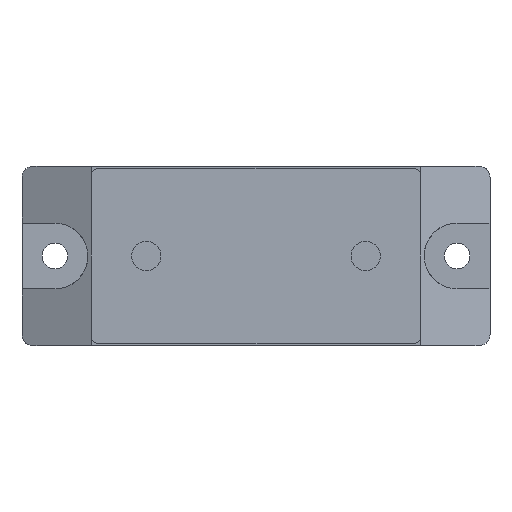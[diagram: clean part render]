
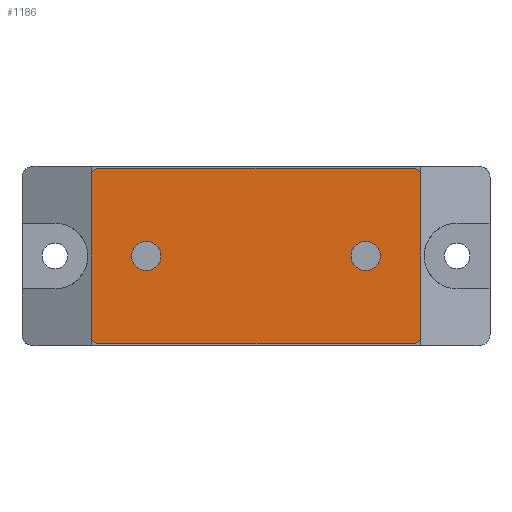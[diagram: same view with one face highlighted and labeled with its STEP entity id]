
A CAD part, left-side view. The second image highlights one B-rep face of the part: STEP entity #1186.
In plain terms, the highlighted planar face has unit normal (-1, 0, 0).
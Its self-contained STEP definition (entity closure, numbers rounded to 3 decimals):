
#1004 = EDGE_CURVE ( 'NONE', #1184, #1182, #1620, .T. ) ;
#1005 = ORIENTED_EDGE ( 'NONE', *, *, #1006, .F. ) ;
#1006 = EDGE_CURVE ( 'NONE', #1007, #1184, #1616, .T. ) ;
#1007 = VERTEX_POINT ( 'NONE', #1611 ) ;
#1008 = ORIENTED_EDGE ( 'NONE', *, *, #1009, .F. ) ;
#1009 = EDGE_CURVE ( 'NONE', #1190, #1007, #1610, .T. ) ;
#1010 = EDGE_LOOP ( 'NONE', ( #1011, #1013 ) ) ;
#1011 = ORIENTED_EDGE ( 'NONE', *, *, #1012, .T. ) ;
#1012 = EDGE_CURVE ( 'NONE', #1195, #1194, #1575, .T. ) ;
#1013 = ORIENTED_EDGE ( 'NONE', *, *, #1027, .T. ) ;
#1014 = EDGE_LOOP ( 'NONE', ( #1015, #1033 ) ) ;
#1015 = ORIENTED_EDGE ( 'NONE', *, *, #1016, .T. ) ;
#1016 = EDGE_CURVE ( 'NONE', #1053, #1052, #1570, .T. ) ;
#1027 = EDGE_CURVE ( 'NONE', #1194, #1195, #1704, .T. ) ;
#1033 = ORIENTED_EDGE ( 'NONE', *, *, #1051, .T. ) ;
#1046 = EDGE_LOOP ( 'NONE', ( #1187, #1191, #1174, #1177, #1180, #1183, #1005, #1008 ) ) ;
#1051 = EDGE_CURVE ( 'NONE', #1052, #1053, #1606, .T. ) ;
#1052 = VERTEX_POINT ( 'NONE', #1597 ) ;
#1053 = VERTEX_POINT ( 'NONE', #1596 ) ;
#1174 = ORIENTED_EDGE ( 'NONE', *, *, #1175, .F. ) ;
#1175 = EDGE_CURVE ( 'NONE', #1176, #1193, #1996, .T. ) ;
#1176 = VERTEX_POINT ( 'NONE', #1991 ) ;
#1177 = ORIENTED_EDGE ( 'NONE', *, *, #1178, .F. ) ;
#1178 = EDGE_CURVE ( 'NONE', #1179, #1176, #1990, .T. ) ;
#1179 = VERTEX_POINT ( 'NONE', #1878 ) ;
#1180 = ORIENTED_EDGE ( 'NONE', *, *, #1181, .F. ) ;
#1181 = EDGE_CURVE ( 'NONE', #1182, #1179, #1877, .T. ) ;
#1182 = VERTEX_POINT ( 'NONE', #1872 ) ;
#1183 = ORIENTED_EDGE ( 'NONE', *, *, #1004, .F. ) ;
#1184 = VERTEX_POINT ( 'NONE', #1871 ) ;
#1186 = ADVANCED_FACE ( 'NONE', ( #1866, #1865, #1864 ), #1863, .T. ) ;
#1187 = ORIENTED_EDGE ( 'NONE', *, *, #1188, .F. ) ;
#1188 = EDGE_CURVE ( 'NONE', #1189, #1190, #1858, .T. ) ;
#1189 = VERTEX_POINT ( 'NONE', #1853 ) ;
#1190 = VERTEX_POINT ( 'NONE', #1852 ) ;
#1191 = ORIENTED_EDGE ( 'NONE', *, *, #1192, .F. ) ;
#1192 = EDGE_CURVE ( 'NONE', #1193, #1189, #1851, .T. ) ;
#1193 = VERTEX_POINT ( 'NONE', #2041 ) ;
#1194 = VERTEX_POINT ( 'NONE', #2040 ) ;
#1195 = VERTEX_POINT ( 'NONE', #2039 ) ;
#1545 = CARTESIAN_POINT ( 'NONE',  ( 0., -15., 0. ) ) ;
#1566 = DIRECTION ( 'NONE',  ( 0., 0., -1. ) ) ;
#1567 = DIRECTION ( 'NONE',  ( 1., 0., 0. ) ) ;
#1568 = CARTESIAN_POINT ( 'NONE',  ( 0., 15., 0. ) ) ;
#1569 = AXIS2_PLACEMENT_3D ( 'NONE', #1568, #1567, #1566 ) ;
#1570 = CIRCLE ( 'NONE', #1569, 2. ) ;
#1571 = DIRECTION ( 'NONE',  ( 0., 0., -1. ) ) ;
#1572 = DIRECTION ( 'NONE',  ( 1., 0., 0. ) ) ;
#1573 = CARTESIAN_POINT ( 'NONE',  ( 0., -15., 0. ) ) ;
#1574 = AXIS2_PLACEMENT_3D ( 'NONE', #1573, #1572, #1571 ) ;
#1575 = CIRCLE ( 'NONE', #1574, 2. ) ;
#1596 = CARTESIAN_POINT ( 'NONE',  ( 0., 15., -2. ) ) ;
#1597 = CARTESIAN_POINT ( 'NONE',  ( 0., 15., 2. ) ) ;
#1598 = DIRECTION ( 'NONE',  ( 0., 0., -1. ) ) ;
#1599 = DIRECTION ( 'NONE',  ( 1., 0., 0. ) ) ;
#1600 = CARTESIAN_POINT ( 'NONE',  ( 0., 15., 0. ) ) ;
#1601 = AXIS2_PLACEMENT_3D ( 'NONE', #1600, #1599, #1598 ) ;
#1606 = CIRCLE ( 'NONE', #1601, 2. ) ;
#1607 = DIRECTION ( 'NONE',  ( 0., -1., 0. ) ) ;
#1608 = VECTOR ( 'NONE', #1607, 1000. ) ;
#1609 = CARTESIAN_POINT ( 'NONE',  ( 0., 21.5, 12. ) ) ;
#1610 = LINE ( 'NONE', #1609, #1608 ) ;
#1611 = CARTESIAN_POINT ( 'NONE',  ( 0., -21.5, 12. ) ) ;
#1612 = DIRECTION ( 'NONE',  ( 0., 0., 1. ) ) ;
#1613 = DIRECTION ( 'NONE',  ( 1., 0., 0. ) ) ;
#1614 = CARTESIAN_POINT ( 'NONE',  ( 0., -21.5, 11. ) ) ;
#1615 = AXIS2_PLACEMENT_3D ( 'NONE', #1614, #1613, #1612 ) ;
#1616 = CIRCLE ( 'NONE', #1615, 1. ) ;
#1617 = DIRECTION ( 'NONE',  ( 0., 0., -1. ) ) ;
#1618 = VECTOR ( 'NONE', #1617, 1000. ) ;
#1619 = CARTESIAN_POINT ( 'NONE',  ( 0., -22.5, 11. ) ) ;
#1620 = LINE ( 'NONE', #1619, #1618 ) ;
#1701 = DIRECTION ( 'NONE',  ( 0., 0., -1. ) ) ;
#1702 = DIRECTION ( 'NONE',  ( 1., 0., 0. ) ) ;
#1703 = AXIS2_PLACEMENT_3D ( 'NONE', #1545, #1702, #1701 ) ;
#1704 = CIRCLE ( 'NONE', #1703, 2. ) ;
#1848 = DIRECTION ( 'NONE',  ( 0., 0., 1. ) ) ;
#1849 = VECTOR ( 'NONE', #1848, 1000. ) ;
#1850 = CARTESIAN_POINT ( 'NONE',  ( 0., 22.5, 11. ) ) ;
#1851 = LINE ( 'NONE', #1850, #1849 ) ;
#1852 = CARTESIAN_POINT ( 'NONE',  ( 0., 21.5, 12. ) ) ;
#1853 = CARTESIAN_POINT ( 'NONE',  ( 0., 22.5, 11. ) ) ;
#1854 = DIRECTION ( 'NONE',  ( 0., 0., 1. ) ) ;
#1855 = DIRECTION ( 'NONE',  ( 1., 0., 0. ) ) ;
#1856 = CARTESIAN_POINT ( 'NONE',  ( 0., 21.5, 11. ) ) ;
#1857 = AXIS2_PLACEMENT_3D ( 'NONE', #1856, #1855, #1854 ) ;
#1858 = CIRCLE ( 'NONE', #1857, 1. ) ;
#1859 = DIRECTION ( 'NONE',  ( 0., 0., 1. ) ) ;
#1860 = DIRECTION ( 'NONE',  ( -1., 0., 0. ) ) ;
#1861 = CARTESIAN_POINT ( 'NONE',  ( 0., 21.5, 11. ) ) ;
#1862 = AXIS2_PLACEMENT_3D ( 'NONE', #1861, #1860, #1859 ) ;
#1863 = PLANE ( 'NONE',  #1862 ) ;
#1864 = FACE_BOUND ( 'NONE', #1014, .T. ) ;
#1865 = FACE_BOUND ( 'NONE', #1010, .T. ) ;
#1866 = FACE_OUTER_BOUND ( 'NONE', #1046, .T. ) ;
#1871 = CARTESIAN_POINT ( 'NONE',  ( 0., -22.5, 11. ) ) ;
#1872 = CARTESIAN_POINT ( 'NONE',  ( 0., -22.5, -11. ) ) ;
#1873 = DIRECTION ( 'NONE',  ( 0., 0., -1. ) ) ;
#1874 = DIRECTION ( 'NONE',  ( 1., 0., 0. ) ) ;
#1875 = CARTESIAN_POINT ( 'NONE',  ( 0., -21.5, -11. ) ) ;
#1876 = AXIS2_PLACEMENT_3D ( 'NONE', #1875, #1874, #1873 ) ;
#1877 = CIRCLE ( 'NONE', #1876, 1. ) ;
#1878 = CARTESIAN_POINT ( 'NONE',  ( 0., -21.5, -12. ) ) ;
#1879 = DIRECTION ( 'NONE',  ( 0., 1., 0. ) ) ;
#1880 = VECTOR ( 'NONE', #1879, 1000. ) ;
#1989 = CARTESIAN_POINT ( 'NONE',  ( 0., 21.5, -12. ) ) ;
#1990 = LINE ( 'NONE', #1989, #1880 ) ;
#1991 = CARTESIAN_POINT ( 'NONE',  ( 0., 21.5, -12. ) ) ;
#1992 = DIRECTION ( 'NONE',  ( 0., 0., -1. ) ) ;
#1993 = DIRECTION ( 'NONE',  ( 1., 0., 0. ) ) ;
#1994 = CARTESIAN_POINT ( 'NONE',  ( 0., 21.5, -11. ) ) ;
#1995 = AXIS2_PLACEMENT_3D ( 'NONE', #1994, #1993, #1992 ) ;
#1996 = CIRCLE ( 'NONE', #1995, 1. ) ;
#2039 = CARTESIAN_POINT ( 'NONE',  ( 0., -15., -2. ) ) ;
#2040 = CARTESIAN_POINT ( 'NONE',  ( 0., -15., 2. ) ) ;
#2041 = CARTESIAN_POINT ( 'NONE',  ( 0., 22.5, -11. ) ) ;
